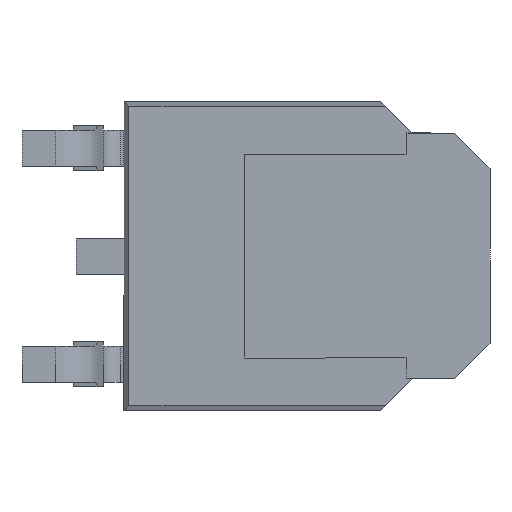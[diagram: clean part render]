
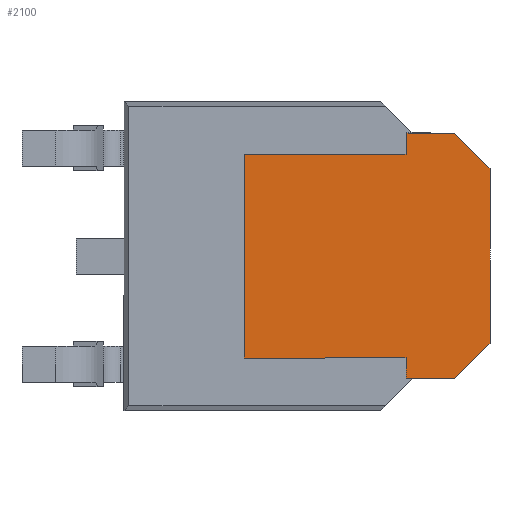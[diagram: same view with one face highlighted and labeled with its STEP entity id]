
A CAD part, front view. The second image highlights one B-rep face of the part: STEP entity #2100.
In plain terms, the highlighted planar face has unit normal (0, -1, 0).
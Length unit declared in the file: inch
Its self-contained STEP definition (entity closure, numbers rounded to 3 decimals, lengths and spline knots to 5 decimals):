
#17 = VECTOR ( 'NONE', #1760, 39.37008 ) ;
#37 = VERTEX_POINT ( 'NONE', #523 ) ;
#53 = LINE ( 'NONE', #2072, #494 ) ;
#79 = VECTOR ( 'NONE', #2366, 39.37008 ) ;
#137 = CARTESIAN_POINT ( 'NONE',  ( -0.01, 0., 0.085 ) ) ;
#162 = DIRECTION ( 'NONE',  ( 0., -1., 0. ) ) ;
#206 = CARTESIAN_POINT ( 'NONE',  ( 0.195, 0., 0.0725 ) ) ;
#220 = CARTESIAN_POINT ( 'NONE',  ( 0.125, 0., -0.1025 ) ) ;
#262 = EDGE_CURVE ( 'NONE', #37, #2327, #495, .T. ) ;
#305 = ORIENTED_EDGE ( 'NONE', *, *, #1636, .F. ) ;
#330 = CARTESIAN_POINT ( 'NONE',  ( 0.165, 0., 0.1025 ) ) ;
#365 = VERTEX_POINT ( 'NONE', #1377 ) ;
#396 = CARTESIAN_POINT ( 'NONE',  ( 0.125, 0., -0.1025 ) ) ;
#456 = EDGE_CURVE ( 'NONE', #934, #1767, #2512, .T. ) ;
#494 = VECTOR ( 'NONE', #1666, 39.37008 ) ;
#495 = LINE ( 'NONE', #2514, #1904 ) ;
#508 = VECTOR ( 'NONE', #1868, 39.37008 ) ;
#511 = EDGE_CURVE ( 'NONE', #546, #1532, #53, .T. ) ;
#523 = CARTESIAN_POINT ( 'NONE',  ( 0.195, 0., 0.0725 ) ) ;
#544 = PLANE ( 'NONE',  #624 ) ;
#546 = VERTEX_POINT ( 'NONE', #1884 ) ;
#563 = DIRECTION ( 'NONE',  ( 0., 0., 1. ) ) ;
#624 = AXIS2_PLACEMENT_3D ( 'NONE', #1309, #162, #1704 ) ;
#627 = ORIENTED_EDGE ( 'NONE', *, *, #511, .F. ) ;
#628 = CARTESIAN_POINT ( 'NONE',  ( 0.165, 0., -0.1025 ) ) ;
#657 = LINE ( 'NONE', #2007, #79 ) ;
#660 = LINE ( 'NONE', #206, #17 ) ;
#669 = CARTESIAN_POINT ( 'NONE',  ( 0.125, 0., 0.1025 ) ) ;
#748 = EDGE_CURVE ( 'NONE', #365, #37, #660, .T. ) ;
#750 = CARTESIAN_POINT ( 'NONE',  ( 0.165, 0., -0.1025 ) ) ;
#776 = LINE ( 'NONE', #330, #2201 ) ;
#809 = CARTESIAN_POINT ( 'NONE',  ( 0.195, 0., -0.0725 ) ) ;
#820 = CARTESIAN_POINT ( 'NONE',  ( -0.01, 0., -0.085 ) ) ;
#842 = EDGE_CURVE ( 'NONE', #1443, #934, #657, .T. ) ;
#856 = DIRECTION ( 'NONE',  ( 0., 0., 1. ) ) ;
#934 = VERTEX_POINT ( 'NONE', #2357 ) ;
#936 = FACE_OUTER_BOUND ( 'NONE', #2407, .T. ) ;
#964 = DIRECTION ( 'NONE',  ( -1., 0., 0. ) ) ;
#975 = ORIENTED_EDGE ( 'NONE', *, *, #1400, .F. ) ;
#1073 = ORIENTED_EDGE ( 'NONE', *, *, #748, .F. ) ;
#1115 = VECTOR ( 'NONE', #964, 39.37008 ) ;
#1170 = LINE ( 'NONE', #220, #1115 ) ;
#1309 = CARTESIAN_POINT ( 'NONE',  ( 0., 0., 0. ) ) ;
#1331 = CARTESIAN_POINT ( 'NONE',  ( 0.125, 0., -0.085 ) ) ;
#1357 = VECTOR ( 'NONE', #856, 39.37008 ) ;
#1377 = CARTESIAN_POINT ( 'NONE',  ( 0.165, 0., 0.1025 ) ) ;
#1382 = EDGE_CURVE ( 'NONE', #1767, #365, #776, .T. ) ;
#1400 = EDGE_CURVE ( 'NONE', #2327, #2429, #2311, .T. ) ;
#1420 = ORIENTED_EDGE ( 'NONE', *, *, #262, .F. ) ;
#1443 = VERTEX_POINT ( 'NONE', #1476 ) ;
#1476 = CARTESIAN_POINT ( 'NONE',  ( -0.01, 0., 0.085 ) ) ;
#1499 = DIRECTION ( 'NONE',  ( -0.707, 0., -0.707 ) ) ;
#1532 = VERTEX_POINT ( 'NONE', #820 ) ;
#1636 = EDGE_CURVE ( 'NONE', #1532, #1443, #1642, .T. ) ;
#1642 = LINE ( 'NONE', #137, #508 ) ;
#1666 = DIRECTION ( 'NONE',  ( -1., 0., 0. ) ) ;
#1683 = DIRECTION ( 'NONE',  ( 1., 0., 0. ) ) ;
#1690 = EDGE_CURVE ( 'NONE', #2223, #546, #2140, .T. ) ;
#1704 = DIRECTION ( 'NONE',  ( 1., 0., 0. ) ) ;
#1760 = DIRECTION ( 'NONE',  ( 0.707, 0., -0.707 ) ) ;
#1763 = DIRECTION ( 'NONE',  ( 0., 0., -1. ) ) ;
#1767 = VERTEX_POINT ( 'NONE', #2161 ) ;
#1789 = EDGE_CURVE ( 'NONE', #2429, #2223, #1170, .T. ) ;
#1868 = DIRECTION ( 'NONE',  ( 0., 0., 1. ) ) ;
#1884 = CARTESIAN_POINT ( 'NONE',  ( 0.125, 0., -0.085 ) ) ;
#1904 = VECTOR ( 'NONE', #1763, 39.37008 ) ;
#1950 = ORIENTED_EDGE ( 'NONE', *, *, #1690, .F. ) ;
#2007 = CARTESIAN_POINT ( 'NONE',  ( 0.125, 0., 0.085 ) ) ;
#2072 = CARTESIAN_POINT ( 'NONE',  ( -0.01, 0., -0.085 ) ) ;
#2100 = ADVANCED_FACE ( 'NONE', ( #936 ), #544, .T. ) ;
#2140 = LINE ( 'NONE', #1331, #2170 ) ;
#2161 = CARTESIAN_POINT ( 'NONE',  ( 0.125, 0., 0.1025 ) ) ;
#2170 = VECTOR ( 'NONE', #563, 39.37008 ) ;
#2201 = VECTOR ( 'NONE', #1683, 39.37008 ) ;
#2223 = VERTEX_POINT ( 'NONE', #396 ) ;
#2285 = ORIENTED_EDGE ( 'NONE', *, *, #456, .F. ) ;
#2311 = LINE ( 'NONE', #750, #2492 ) ;
#2314 = ORIENTED_EDGE ( 'NONE', *, *, #1382, .F. ) ;
#2327 = VERTEX_POINT ( 'NONE', #809 ) ;
#2357 = CARTESIAN_POINT ( 'NONE',  ( 0.125, 0., 0.085 ) ) ;
#2366 = DIRECTION ( 'NONE',  ( 1., 0., 0. ) ) ;
#2405 = ORIENTED_EDGE ( 'NONE', *, *, #842, .F. ) ;
#2407 = EDGE_LOOP ( 'NONE', ( #305, #627, #1950, #2478, #975, #1420, #1073, #2314, #2285, #2405 ) ) ;
#2429 = VERTEX_POINT ( 'NONE', #628 ) ;
#2478 = ORIENTED_EDGE ( 'NONE', *, *, #1789, .F. ) ;
#2492 = VECTOR ( 'NONE', #1499, 39.37008 ) ;
#2512 = LINE ( 'NONE', #669, #1357 ) ;
#2514 = CARTESIAN_POINT ( 'NONE',  ( 0.195, 0., -0.0725 ) ) ;
